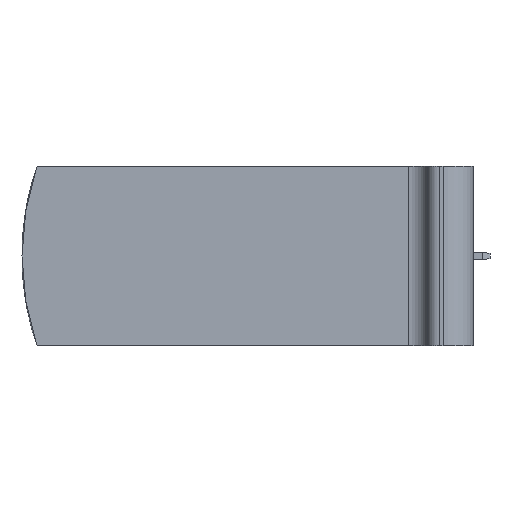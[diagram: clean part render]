
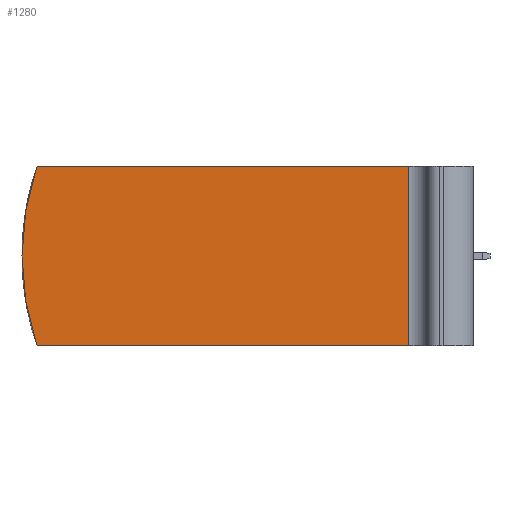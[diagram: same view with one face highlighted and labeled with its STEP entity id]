
A CAD part, left-side view. The second image highlights one B-rep face of the part: STEP entity #1280.
In plain terms, the highlighted planar face has unit normal (-1, 0, 0).
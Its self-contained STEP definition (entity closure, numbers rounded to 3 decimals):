
#49=PLANE('',#1397);
#169=LINE('',#2115,#289);
#179=LINE('',#2150,#299);
#180=LINE('',#2152,#300);
#289=VECTOR('',#1644,1000.);
#299=VECTOR('',#1672,1000.);
#300=VECTOR('',#1675,1000.);
#473=ORIENTED_EDGE('',*,*,#670,.F.);
#474=ORIENTED_EDGE('',*,*,#788,.F.);
#475=ORIENTED_EDGE('',*,*,#789,.F.);
#476=ORIENTED_EDGE('',*,*,#770,.F.);
#670=EDGE_CURVE('',#842,#843,#961,.T.);
#770=EDGE_CURVE('',#843,#909,#169,.T.);
#788=EDGE_CURVE('',#924,#842,#179,.T.);
#789=EDGE_CURVE('',#909,#924,#180,.T.);
#842=VERTEX_POINT('',#1867);
#843=VERTEX_POINT('',#1869);
#909=VERTEX_POINT('',#2116);
#924=VERTEX_POINT('',#2149);
#961=CIRCLE('',#1351,18.);
#1042=EDGE_LOOP('',(#473,#474,#475,#476));
#1152=FACE_BOUND('',#1042,.T.);
#1280=ADVANCED_FACE('',(#1152),#49,.F.);
#1351=AXIS2_PLACEMENT_3D('',#1868,#1486,#1487);
#1397=AXIS2_PLACEMENT_3D('',#2151,#1673,#1674);
#1486=DIRECTION('',(1.,0.,0.));
#1487=DIRECTION('',(0.,0.,-1.));
#1644=DIRECTION('',(0.,-1.,0.));
#1672=DIRECTION('',(0.,1.,0.));
#1673=DIRECTION('',(1.,0.,0.));
#1674=DIRECTION('',(0.,0.,-1.));
#1675=DIRECTION('',(0.,0.,-1.));
#1867=CARTESIAN_POINT('',(-66.5,22.923,-5.85));
#1868=CARTESIAN_POINT('',(-66.5,5.9,0.));
#1869=CARTESIAN_POINT('',(-66.5,22.923,5.85));
#2115=CARTESIAN_POINT('',(-66.5,22.923,5.85));
#2116=CARTESIAN_POINT('',(-66.5,-1.25,5.85));
#2149=CARTESIAN_POINT('',(-66.5,-1.25,-5.85));
#2150=CARTESIAN_POINT('',(-66.5,0.,-5.85));
#2151=CARTESIAN_POINT('',(-66.5,5.9,0.));
#2152=CARTESIAN_POINT('',(-66.5,-1.25,5.85));
